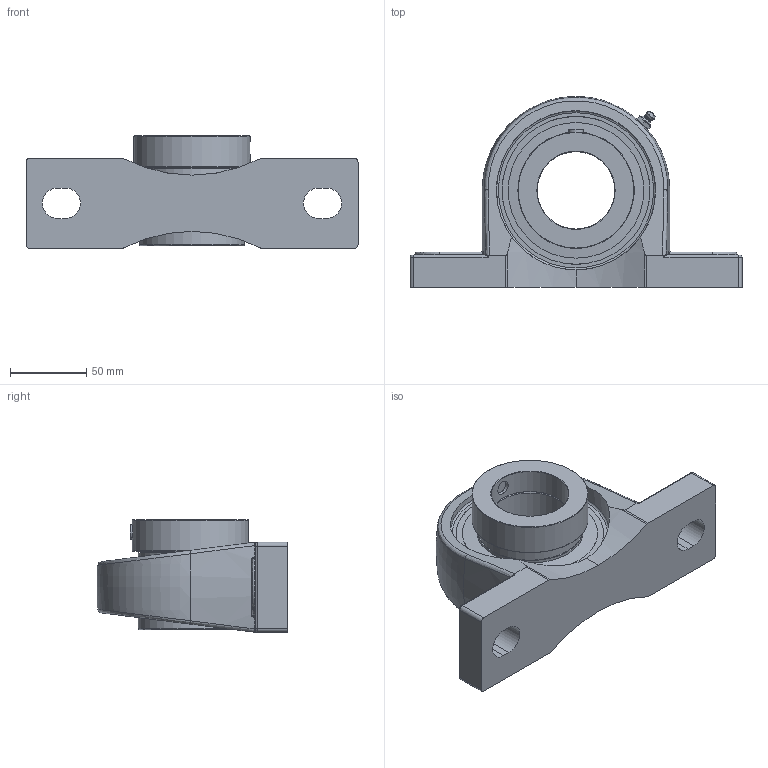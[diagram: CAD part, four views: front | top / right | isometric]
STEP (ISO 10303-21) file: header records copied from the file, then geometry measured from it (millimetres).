
FILE_DESCRIPTION(('HOOPS Exchange Step'),'2;1');
FILE_NAME('export-620E90AF-DB83-4950-B652-9954EE45A65A.stp','2019-12-13T13:59:40-08:00',('ibuslach'),('Alibre'),'HOOPS Exchange 2019.2','Alibre','Unknown authorisation');
FILE_SCHEMA( ('AP242_MANAGED_MODEL_BASED_3D_ENGINEERING_MIM_LF {1 0 10303 442 1 1 4 }') );
Length unit declared in the file: centimetre
Products named in the file (8): MRN SP 211; UCP ZERK 8mm; SHC 211-32 RACE; SHC 211-32 COLLAR; SHC 211-32 SHIELD; SHC 211 SS; MRN SHC 211-32; MRN SHCP 211-32
Assembly tree (7 placements, depth 3):
  MRN SHCP 211-32
    MRN SP 211
    UCP ZERK 8mm
    MRN SHC 211-32
      SHC 211-32 RACE
      SHC 211-32 COLLAR
      SHC 211-32 SHIELD
      SHC 211 SS
Bounding box: 217.5 x 124.91 x 73.76 mm (x, y, z)
Volume: 543560.3 mm3; surface area: 131743.9 mm2
Topology: 8 solids, 8 shells, 233 faces, 614 edges, 393 vertices
Faces by surface type: cylinder 74, plane 67, cone 32, torus 29, bspline 22, sphere 9
Full cylindrical faces by diameter (mm): 2.263 x2, 8 x2, 9.525 x3, 50.8 x2, 64.973 x2, 68.58 x4, 69.596 x2, 76.2 x1, 87.884 x2, 88.9 x4, 104.224 x2
Entity records: 16100 total; most frequent: CARTESIAN_POINT 10184, DIRECTION 1235, ORIENTED_EDGE 1210, EDGE_CURVE 605, AXIS2_PLACEMENT_3D 520, VERTEX_POINT 393, CIRCLE 266, EDGE_LOOP 262
